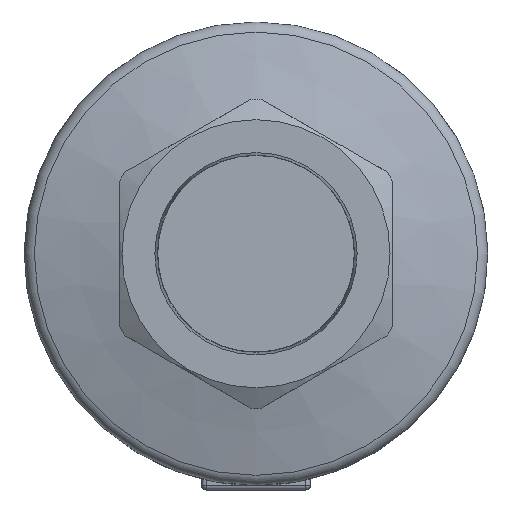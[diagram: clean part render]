
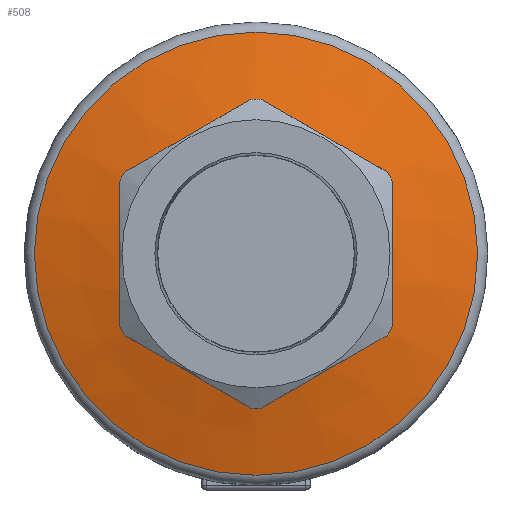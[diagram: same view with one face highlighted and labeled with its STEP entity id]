
A CAD part, left-side view. The second image highlights one B-rep face of the part: STEP entity #508.
In plain terms, the highlighted conical face has half-angle 75 degrees and reference radius 25.5 mm.
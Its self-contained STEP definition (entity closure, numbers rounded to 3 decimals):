
#322=CARTESIAN_POINT('',(-8.596,0.,48.776));
#323=VERTEX_POINT('',#322);
#324=CARTESIAN_POINT('',(-8.596,0.,0.));
#325=DIRECTION('',(1.0,0.0,0.0));
#326=DIRECTION('',(0.0,0.0,-1.0));
#327=AXIS2_PLACEMENT_3D('',#324,#325,#326);
#328=CIRCLE('',#327,48.776);
#329=EDGE_CURVE('',#323,#323,#328,.T.);
#354=CARTESIAN_POINT('',(-14.833,0.0,0.));
#355=DIRECTION('',(1.0,0.0,0.));
#356=DIRECTION('',(0.0,0.0,1.0));
#357=AXIS2_PLACEMENT_3D('',#354,#355,#356);
#358=CONICAL_SURFACE('',#357,25.5,75.0);
#359=CARTESIAN_POINT('',(-12.555,-30.,16.));
#360=VERTEX_POINT('',#359);
#361=CARTESIAN_POINT('',(-12.555,-30.,-16.));
#362=VERTEX_POINT('',#361);
#363=CARTESIAN_POINT('',(-12.555,-30.,16.));
#364=CARTESIAN_POINT('',(-14.573,-30.,0.));
#365=CARTESIAN_POINT('',(-12.555,-30.,-16.));
#373=(BOUNDED_CURVE()B_SPLINE_CURVE(2,(#363,#364,#365),.UNSPECIFIED.,.F.,.U.)B_SPLINE_CURVE_WITH_KNOTS((3,3),(0.0,3.207),.UNSPECIFIED.)CURVE()GEOMETRIC_REPRESENTATION_ITEM()RATIONAL_B_SPLINE_CURVE((1.0,1.133,1.0))REPRESENTATION_ITEM(''));
#374=EDGE_CURVE('',#360,#362,#373,.T.);
#375=ORIENTED_EDGE('',*,*,#374,.T.);
#376=CARTESIAN_POINT('',(-12.555,-28.856,-17.981));
#377=VERTEX_POINT('',#376);
#378=CARTESIAN_POINT('',(-12.555,0.0,0.0));
#379=DIRECTION('',(1.,0.0,0.0));
#380=DIRECTION('',(0.0,0.882,0.471));
#381=AXIS2_PLACEMENT_3D('',#378,#379,#380);
#382=CIRCLE('',#381,34.0);
#383=EDGE_CURVE('',#362,#377,#382,.T.);
#384=ORIENTED_EDGE('',*,*,#383,.T.);
#385=CARTESIAN_POINT('',(-12.555,-1.144,-33.981));
#386=VERTEX_POINT('',#385);
#387=CARTESIAN_POINT('',(-12.555,-28.856,-17.981));
#388=CARTESIAN_POINT('',(-14.573,-15.,-25.981));
#389=CARTESIAN_POINT('',(-12.555,-1.144,-33.981));
#397=(BOUNDED_CURVE()B_SPLINE_CURVE(2,(#387,#388,#389),.UNSPECIFIED.,.F.,.U.)B_SPLINE_CURVE_WITH_KNOTS((3,3),(0.0,3.207),.UNSPECIFIED.)CURVE()GEOMETRIC_REPRESENTATION_ITEM()RATIONAL_B_SPLINE_CURVE((1.0,1.133,1.0))REPRESENTATION_ITEM(''));
#398=EDGE_CURVE('',#377,#386,#397,.T.);
#399=ORIENTED_EDGE('',*,*,#398,.T.);
#400=CARTESIAN_POINT('',(-12.555,1.144,-33.981));
#401=VERTEX_POINT('',#400);
#402=CARTESIAN_POINT('',(-12.555,0.0,0.0));
#403=DIRECTION('',(1.0,0.0,0.0));
#404=DIRECTION('',(0.0,0.034,0.999));
#405=AXIS2_PLACEMENT_3D('',#402,#403,#404);
#406=CIRCLE('',#405,34.);
#407=EDGE_CURVE('',#386,#401,#406,.T.);
#408=ORIENTED_EDGE('',*,*,#407,.T.);
#409=CARTESIAN_POINT('',(-12.555,28.856,-17.981));
#410=VERTEX_POINT('',#409);
#411=CARTESIAN_POINT('',(-12.555,1.144,-33.981));
#412=CARTESIAN_POINT('',(-14.573,15.,-25.981));
#413=CARTESIAN_POINT('',(-12.555,28.856,-17.981));
#421=(BOUNDED_CURVE()B_SPLINE_CURVE(2,(#411,#412,#413),.UNSPECIFIED.,.F.,.U.)B_SPLINE_CURVE_WITH_KNOTS((3,3),(0.0,3.207),.UNSPECIFIED.)CURVE()GEOMETRIC_REPRESENTATION_ITEM()RATIONAL_B_SPLINE_CURVE((1.0,1.133,1.0))REPRESENTATION_ITEM(''));
#422=EDGE_CURVE('',#401,#410,#421,.T.);
#423=ORIENTED_EDGE('',*,*,#422,.T.);
#424=CARTESIAN_POINT('',(-12.555,30.,-16.));
#425=VERTEX_POINT('',#424);
#426=CARTESIAN_POINT('',(-12.555,0.0,0.0));
#427=DIRECTION('',(1.,0.0,0.0));
#428=DIRECTION('',(0.0,-0.849,0.529));
#429=AXIS2_PLACEMENT_3D('',#426,#427,#428);
#430=CIRCLE('',#429,34.0);
#431=EDGE_CURVE('',#410,#425,#430,.T.);
#432=ORIENTED_EDGE('',*,*,#431,.T.);
#433=CARTESIAN_POINT('',(-12.555,30.0,16.));
#434=VERTEX_POINT('',#433);
#435=CARTESIAN_POINT('',(-12.555,30.,-16.));
#436=CARTESIAN_POINT('',(-14.573,30.0,0.));
#437=CARTESIAN_POINT('',(-12.555,30.0,16.));
#445=(BOUNDED_CURVE()B_SPLINE_CURVE(2,(#435,#436,#437),.UNSPECIFIED.,.F.,.U.)B_SPLINE_CURVE_WITH_KNOTS((3,3),(0.0,3.207),.UNSPECIFIED.)CURVE()GEOMETRIC_REPRESENTATION_ITEM()RATIONAL_B_SPLINE_CURVE((1.0,1.133,1.0))REPRESENTATION_ITEM(''));
#446=EDGE_CURVE('',#425,#434,#445,.T.);
#447=ORIENTED_EDGE('',*,*,#446,.T.);
#448=CARTESIAN_POINT('',(-12.555,28.856,17.981));
#449=VERTEX_POINT('',#448);
#450=CARTESIAN_POINT('',(-12.555,0.0,0.0));
#451=DIRECTION('',(1.0,0.0,0.0));
#452=DIRECTION('',(0.0,-0.882,-0.471));
#453=AXIS2_PLACEMENT_3D('',#450,#451,#452);
#454=CIRCLE('',#453,34.0);
#455=EDGE_CURVE('',#434,#449,#454,.T.);
#456=ORIENTED_EDGE('',*,*,#455,.T.);
#457=CARTESIAN_POINT('',(-12.555,1.144,33.981));
#458=VERTEX_POINT('',#457);
#459=CARTESIAN_POINT('',(-12.555,28.856,17.981));
#460=CARTESIAN_POINT('',(-14.573,15.,25.981));
#461=CARTESIAN_POINT('',(-12.555,1.144,33.981));
#469=(BOUNDED_CURVE()B_SPLINE_CURVE(2,(#459,#460,#461),.UNSPECIFIED.,.F.,.U.)B_SPLINE_CURVE_WITH_KNOTS((3,3),(0.0,3.207),.UNSPECIFIED.)CURVE()GEOMETRIC_REPRESENTATION_ITEM()RATIONAL_B_SPLINE_CURVE((1.0,1.133,1.0))REPRESENTATION_ITEM(''));
#470=EDGE_CURVE('',#449,#458,#469,.T.);
#471=ORIENTED_EDGE('',*,*,#470,.T.);
#472=CARTESIAN_POINT('',(-12.555,-1.144,33.981));
#473=VERTEX_POINT('',#472);
#474=CARTESIAN_POINT('',(-12.555,0.0,0.0));
#475=DIRECTION('',(1.0,0.0,0.0));
#476=DIRECTION('',(0.0,-0.034,-0.999));
#477=AXIS2_PLACEMENT_3D('',#474,#475,#476);
#478=CIRCLE('',#477,34.0);
#479=EDGE_CURVE('',#458,#473,#478,.T.);
#480=ORIENTED_EDGE('',*,*,#479,.T.);
#481=CARTESIAN_POINT('',(-12.555,-28.856,17.981));
#482=VERTEX_POINT('',#481);
#483=CARTESIAN_POINT('',(-12.555,-1.144,33.981));
#484=CARTESIAN_POINT('',(-14.573,-15.0,25.981));
#485=CARTESIAN_POINT('',(-12.555,-28.856,17.981));
#493=(BOUNDED_CURVE()B_SPLINE_CURVE(2,(#483,#484,#485),.UNSPECIFIED.,.F.,.U.)B_SPLINE_CURVE_WITH_KNOTS((3,3),(0.0,3.207),.UNSPECIFIED.)CURVE()GEOMETRIC_REPRESENTATION_ITEM()RATIONAL_B_SPLINE_CURVE((1.0,1.133,1.0))REPRESENTATION_ITEM(''));
#494=EDGE_CURVE('',#473,#482,#493,.T.);
#495=ORIENTED_EDGE('',*,*,#494,.T.);
#496=CARTESIAN_POINT('',(-12.555,0.0,0.0));
#497=DIRECTION('',(1.0,0.0,0.0));
#498=DIRECTION('',(0.0,0.849,-0.529));
#499=AXIS2_PLACEMENT_3D('',#496,#497,#498);
#500=CIRCLE('',#499,34.0);
#501=EDGE_CURVE('',#482,#360,#500,.T.);
#502=ORIENTED_EDGE('',*,*,#501,.T.);
#503=EDGE_LOOP('',(#375,#384,#399,#408,#423,#432,#447,#456,#471,#480,#495,#502));
#504=FACE_OUTER_BOUND('',#503,.T.);
#505=ORIENTED_EDGE('',*,*,#329,.F.);
#506=EDGE_LOOP('',(#505));
#507=FACE_BOUND('',#506,.T.);
#508=ADVANCED_FACE('',(#504,#507),#358,.T.);
